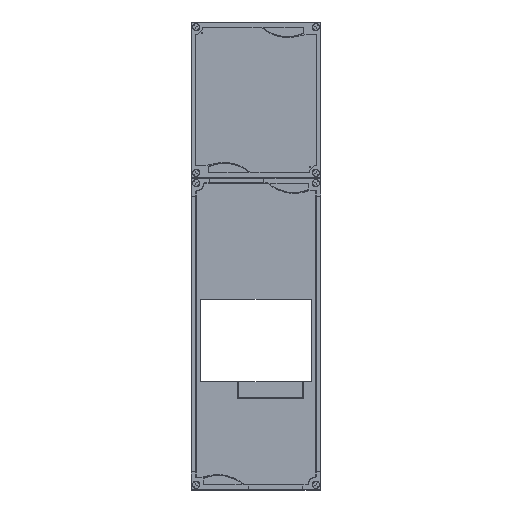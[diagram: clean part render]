
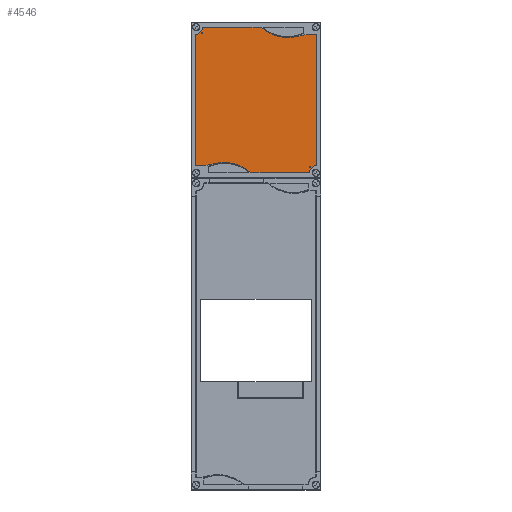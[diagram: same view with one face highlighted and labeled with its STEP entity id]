
A CAD part, top view. The second image highlights one B-rep face of the part: STEP entity #4546.
In plain terms, the highlighted planar face has unit normal (0, 0, 1).
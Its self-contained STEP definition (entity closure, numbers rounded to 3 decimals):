
#4546=ADVANCED_FACE('',(#10337,#10338,#10339),#10340,.T.);
#10337=FACE_BOUND('',#17527,.T.);
#10338=FACE_BOUND('',#17528,.T.);
#10339=FACE_OUTER_BOUND('',#17529,.T.);
#10340=PLANE('',#17530);
#17527=EDGE_LOOP('',(#30830,#30831));
#17528=EDGE_LOOP('',(#30832,#30833));
#17529=EDGE_LOOP('',(#30834,#30835,#30836,#30837,#30838,#30839,#30840,#30841,#30842,#30843,#30844,#30845));
#17530=AXIS2_PLACEMENT_3D('',#30846,#30847,#30848);
#30830=ORIENTED_EDGE('',*,*,#47275,.T.);
#30831=ORIENTED_EDGE('',*,*,#47241,.T.);
#30832=ORIENTED_EDGE('',*,*,#47279,.T.);
#30833=ORIENTED_EDGE('',*,*,#47236,.T.);
#30834=ORIENTED_EDGE('',*,*,#47800,.T.);
#30835=ORIENTED_EDGE('',*,*,#47796,.T.);
#30836=ORIENTED_EDGE('',*,*,#47791,.T.);
#30837=ORIENTED_EDGE('',*,*,#47808,.T.);
#30838=ORIENTED_EDGE('',*,*,#47809,.T.);
#30839=ORIENTED_EDGE('',*,*,#47810,.T.);
#30840=ORIENTED_EDGE('',*,*,#47811,.T.);
#30841=ORIENTED_EDGE('',*,*,#47812,.T.);
#30842=ORIENTED_EDGE('',*,*,#47813,.T.);
#30843=ORIENTED_EDGE('',*,*,#47814,.T.);
#30844=ORIENTED_EDGE('',*,*,#47815,.T.);
#30845=ORIENTED_EDGE('',*,*,#47804,.F.);
#30846=CARTESIAN_POINT('',(125.0,750.0,127.3));
#30847=DIRECTION('',(0.0,0.0,1.0));
#30848=DIRECTION('',(0.0,-1.0,0.0));
#47236=EDGE_CURVE('',#57608,#57612,#57614,.T.);
#47241=EDGE_CURVE('',#57617,#57621,#57623,.T.);
#47275=EDGE_CURVE('',#57621,#57617,#57673,.T.);
#47279=EDGE_CURVE('',#57612,#57608,#57677,.T.);
#47791=EDGE_CURVE('',#58433,#58434,#58435,.T.);
#47796=EDGE_CURVE('',#58442,#58433,#58443,.T.);
#47800=EDGE_CURVE('',#58448,#58442,#58449,.T.);
#47804=EDGE_CURVE('',#58448,#58454,#58455,.T.);
#47808=EDGE_CURVE('',#58434,#58460,#58461,.T.);
#47809=EDGE_CURVE('',#58460,#58462,#58463,.T.);
#47810=EDGE_CURVE('',#58462,#58464,#58465,.T.);
#47811=EDGE_CURVE('',#58464,#58466,#58467,.T.);
#47812=EDGE_CURVE('',#58466,#58468,#58469,.T.);
#47813=EDGE_CURVE('',#58468,#58470,#58471,.T.);
#47814=EDGE_CURVE('',#58470,#58472,#58473,.T.);
#47815=EDGE_CURVE('',#58472,#58454,#58474,.T.);
#57608=VERTEX_POINT('',#73242);
#57612=VERTEX_POINT('',#73247);
#57614=CIRCLE('',#73250,1.1);
#57617=VERTEX_POINT('',#73253);
#57621=VERTEX_POINT('',#73258);
#57623=CIRCLE('',#73261,1.1);
#57673=CIRCLE('',#73319,1.1);
#57677=CIRCLE('',#73323,1.1);
#58433=VERTEX_POINT('',#74347);
#58434=VERTEX_POINT('',#74348);
#58435=CIRCLE('',#74349,75.627);
#58442=VERTEX_POINT('',#74358);
#58443=CIRCLE('',#74359,77.855);
#58448=VERTEX_POINT('',#74365);
#58449=LINE('',#74366,#74367);
#58454=VERTEX_POINT('',#74374);
#58455=LINE('',#74375,#74376);
#58460=VERTEX_POINT('',#74383);
#58461=LINE('',#74384,#74385);
#58462=VERTEX_POINT('',#74386);
#58463=CIRCLE('',#74387,14.0);
#58464=VERTEX_POINT('',#74388);
#58465=LINE('',#74389,#74390);
#58466=VERTEX_POINT('',#74391);
#58467=LINE('',#74392,#74393);
#58468=VERTEX_POINT('',#74394);
#58469=CIRCLE('',#74395,77.855);
#58470=VERTEX_POINT('',#74396);
#58471=CIRCLE('',#74397,75.627);
#58472=VERTEX_POINT('',#74398);
#58473=LINE('',#74399,#74400);
#58474=CIRCLE('',#74401,14.0);
#73242=CARTESIAN_POINT('',(229.434,621.666,127.3));
#73247=CARTESIAN_POINT('',(227.234,621.666,127.3));
#73250=AXIS2_PLACEMENT_3D('',#89785,#89786,#89787);
#73253=CARTESIAN_POINT('',(22.766,878.334,127.3));
#73258=CARTESIAN_POINT('',(20.566,878.334,127.3));
#73261=AXIS2_PLACEMENT_3D('',#89793,#89794,#89795);
#73319=AXIS2_PLACEMENT_3D('',#89852,#89853,#89854);
#73323=AXIS2_PLACEMENT_3D('',#89858,#89859,#89860);
#74347=CARTESIAN_POINT('',(207.3,873.,127.3));
#74348=CARTESIAN_POINT('',(134.8,890.,127.3));
#74349=AXIS2_PLACEMENT_3D('',#90444,#90445,#90446);
#74358=CARTESIAN_POINT('',(228.5,876.0,127.3));
#74359=AXIS2_PLACEMENT_3D('',#90452,#90453,#90454);
#74365=CARTESIAN_POINT('',(242.0,876.0,127.3));
#74366=CARTESIAN_POINT('',(180.125,876.0,127.3));
#74367=VECTOR('',#90459,1.0);
#74374=CARTESIAN_POINT('',(242.0,624.0,127.3));
#74375=CARTESIAN_POINT('',(242.0,750.0,127.3));
#74376=VECTOR('',#90462,1.0);
#74383=CARTESIAN_POINT('',(22.,890.,127.3));
#74384=CARTESIAN_POINT('',(125.0,890.0,127.3));
#74385=VECTOR('',#90465,1.0);
#74386=CARTESIAN_POINT('',(8.0,876.0,127.3));
#74387=AXIS2_PLACEMENT_3D('',#90466,#90467,#90468);
#74388=CARTESIAN_POINT('',(8.0,624.0,127.3));
#74389=CARTESIAN_POINT('',(8.0,750.0,127.3));
#74390=VECTOR('',#90469,1.0);
#74391=CARTESIAN_POINT('',(21.5,624.0,127.3));
#74392=CARTESIAN_POINT('',(69.875,624.0,127.3));
#74393=VECTOR('',#90470,1.0);
#74394=CARTESIAN_POINT('',(42.7,627.,127.3));
#74395=AXIS2_PLACEMENT_3D('',#90471,#90472,#90473);
#74396=CARTESIAN_POINT('',(115.2,610.,127.3));
#74397=AXIS2_PLACEMENT_3D('',#90474,#90475,#90476);
#74398=CARTESIAN_POINT('',(228.,610.,127.3));
#74399=CARTESIAN_POINT('',(125.0,610.0,127.3));
#74400=VECTOR('',#90477,1.0);
#74401=AXIS2_PLACEMENT_3D('',#90478,#90479,#90480);
#89785=CARTESIAN_POINT('',(228.334,621.666,127.3));
#89786=DIRECTION('',(0.0,0.0,-1.0));
#89787=DIRECTION('',(1.0,0.0,0.0));
#89793=CARTESIAN_POINT('',(21.666,878.334,127.3));
#89794=DIRECTION('',(0.0,0.0,-1.0));
#89795=DIRECTION('',(1.0,0.0,0.0));
#89852=CARTESIAN_POINT('',(21.666,878.334,127.3));
#89853=DIRECTION('',(0.0,0.0,-1.0));
#89854=DIRECTION('',(1.0,0.0,0.0));
#89858=CARTESIAN_POINT('',(228.334,621.666,127.3));
#89859=DIRECTION('',(0.0,0.0,-1.0));
#89860=DIRECTION('',(1.0,0.0,0.0));
#90444=CARTESIAN_POINT('',(186.078,945.589,127.3));
#90445=DIRECTION('',(-0.0,0.0,-1.0));
#90446=DIRECTION('',(-0.678,-0.735,0.0));
#90452=CARTESIAN_POINT('',(228.705,798.145,127.3));
#90453=DIRECTION('',(0.0,0.0,1.0));
#90454=DIRECTION('',(-0.003,1.,0.0));
#90459=DIRECTION('',(-1.0,0.0,0.0));
#90462=DIRECTION('',(0.0,-1.0,0.0));
#90465=DIRECTION('',(-1.0,0.0,0.0));
#90466=CARTESIAN_POINT('',(8.,890.,127.3));
#90467=DIRECTION('',(0.0,-0.0,-1.0));
#90468=DIRECTION('',(0.,-1.0,0.0));
#90469=DIRECTION('',(0.0,-1.0,0.0));
#90470=DIRECTION('',(1.0,0.0,0.0));
#90471=CARTESIAN_POINT('',(21.295,701.855,127.3));
#90472=DIRECTION('',(0.0,0.0,1.0));
#90473=DIRECTION('',(0.003,-1.,0.0));
#90474=CARTESIAN_POINT('',(63.922,554.411,127.3));
#90475=DIRECTION('',(0.0,0.0,-1.0));
#90476=DIRECTION('',(0.678,0.735,0.0));
#90477=DIRECTION('',(1.0,0.0,0.0));
#90478=CARTESIAN_POINT('',(242.,610.,127.3));
#90479=DIRECTION('',(-0.0,0.0,-1.0));
#90480=DIRECTION('',(0.,1.0,0.0));
